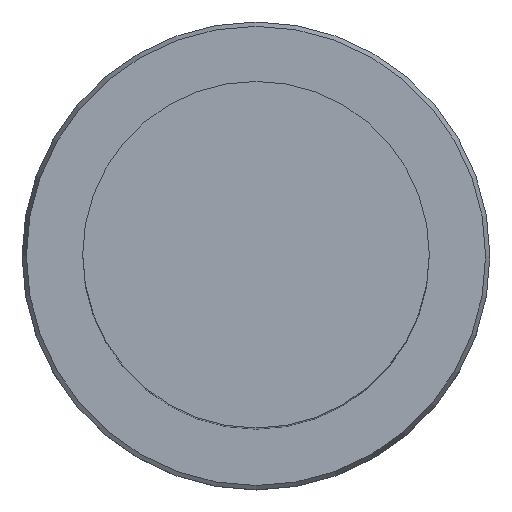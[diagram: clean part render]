
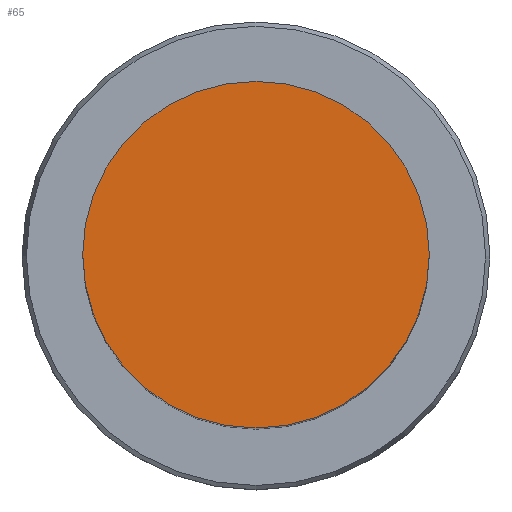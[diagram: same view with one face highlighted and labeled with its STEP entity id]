
A CAD part, top view. The second image highlights one B-rep face of the part: STEP entity #65.
In plain terms, the highlighted planar face has unit normal (0, 0, 1).
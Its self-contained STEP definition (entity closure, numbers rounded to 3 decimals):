
#44=EDGE_CURVE('Unnamed[1]',#107,#107,#108,.T.);
#65=ADVANCED_FACE('Unnamed[1]',(#137),#138,.T.);
#107=VERTEX_POINT('',#185);
#108=CIRCLE('',#186,20.);
#137=FACE_OUTER_BOUND('',#222,.T.);
#138=PLANE('',#223);
#185=CARTESIAN_POINT('',(0.,20.,153.5));
#186=AXIS2_PLACEMENT_3D('',#270,#271,#272);
#222=EDGE_LOOP('',(#301));
#223=AXIS2_PLACEMENT_3D('',#302,#303,#304);
#270=CARTESIAN_POINT('',(0.,0.,153.5));
#271=DIRECTION('',(0.,0.,-1.0));
#272=DIRECTION('',(0.,1.0,0.));
#301=ORIENTED_EDGE('',*,*,#44,.F.);
#302=CARTESIAN_POINT('',(0.,10.,153.5));
#303=DIRECTION('',(0.,0.,1.0));
#304=DIRECTION('',(0.,-1.0,0.));
